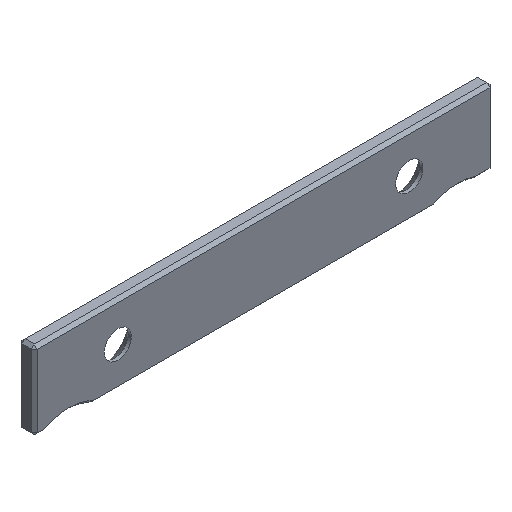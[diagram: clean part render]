
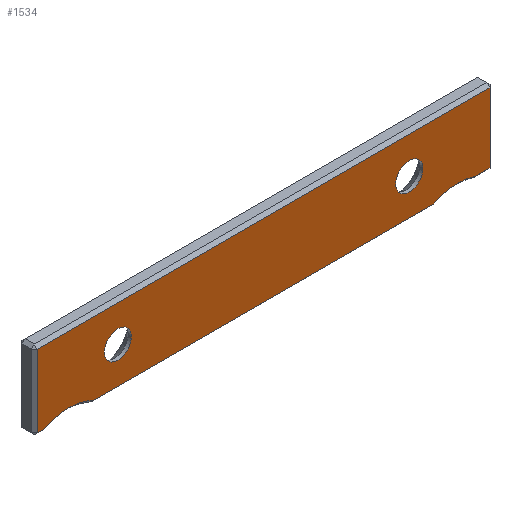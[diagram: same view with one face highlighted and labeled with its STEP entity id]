
A CAD part, isometric view. The second image highlights one B-rep face of the part: STEP entity #1534.
In plain terms, the highlighted planar face has unit normal (0, -1, 0).
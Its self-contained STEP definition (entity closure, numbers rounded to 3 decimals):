
#150=CARTESIAN_POINT('',(-56.277,399.,295.2));
#361=DIRECTION('',(-1.,0.,0.));
#362=VECTOR('',#361,4.669);
#363=CARTESIAN_POINT('',(74.901,399.,296.2));
#364=LINE('',#363,#362);
#375=CARTESIAN_POINT('',(-64.401,399.,279.7));
#376=DIRECTION('',(0.,1.,0.));
#377=DIRECTION('',(-0.464,0.,0.886));
#378=AXIS2_PLACEMENT_3D('',#375,#376,#377);
#383=CARTESIAN_POINT('',(64.401,399.,279.7));
#384=DIRECTION('',(0.,1.,0.));
#385=DIRECTION('',(0.,0.,1.));
#386=AXIS2_PLACEMENT_3D('',#383,#384,#385);
#391=CARTESIAN_POINT('',(64.401,399.,279.7));
#392=DIRECTION('',(0.,1.,0.));
#393=DIRECTION('',(-0.464,0.,0.886));
#394=AXIS2_PLACEMENT_3D('',#391,#392,#393);
#399=CARTESIAN_POINT('',(-64.401,399.,279.7));
#400=DIRECTION('',(0.,1.,0.));
#401=DIRECTION('',(0.,0.,1.));
#402=AXIS2_PLACEMENT_3D('',#399,#400,#401);
#407=CARTESIAN_POINT('',(-48.201,399.,307.2));
#408=DIRECTION('',(0.,1.,0.));
#409=DIRECTION('',(1.,0.,0.));
#410=AXIS2_PLACEMENT_3D('',#407,#408,#409);
#415=CARTESIAN_POINT('',(-48.201,399.,307.2));
#416=DIRECTION('',(0.,1.,0.));
#417=DIRECTION('',(-1.,0.,0.));
#418=AXIS2_PLACEMENT_3D('',#415,#416,#417);
#423=CARTESIAN_POINT('',(48.201,399.,307.2));
#424=DIRECTION('',(0.,1.,0.));
#425=DIRECTION('',(1.,0.,0.));
#426=AXIS2_PLACEMENT_3D('',#423,#424,#425);
#431=CARTESIAN_POINT('',(48.201,399.,307.2));
#432=DIRECTION('',(0.,1.,0.));
#433=DIRECTION('',(-1.,0.,0.));
#434=AXIS2_PLACEMENT_3D('',#431,#432,#433);
#453=DIRECTION('',(-1.,0.,0.));
#454=VECTOR('',#453,2.376);
#455=CARTESIAN_POINT('',(-72.525,399.,295.2));
#456=LINE('',#455,#454);
#676=DIRECTION('',(1.,0.,0.));
#677=VECTOR('',#676,149.802);
#678=CARTESIAN_POINT('',(-74.901,399.,319.2));
#679=LINE('',#678,#677);
#711=DIRECTION('',(0.,0.,-1.));
#712=VECTOR('',#711,23.);
#713=CARTESIAN_POINT('',(74.901,399.,319.2));
#714=LINE('',#713,#712);
#851=DIRECTION('',(0.,0.,1.));
#852=VECTOR('',#851,24.);
#853=CARTESIAN_POINT('',(-74.901,399.,295.2));
#854=LINE('',#853,#852);
#1009=DIRECTION('',(-1.,0.,0.));
#1010=VECTOR('',#1009,112.554);
#1011=CARTESIAN_POINT('',(56.277,399.,295.2));
#1012=LINE('',#1011,#1010);
#1037=VERTEX_POINT('',#150);
#1039=CARTESIAN_POINT('',(-72.525,399.,295.2));
#1040=CARTESIAN_POINT('',(-64.401,399.,297.2));
#1041=VERTEX_POINT('',#1039);
#1042=VERTEX_POINT('',#1040);
#1049=CARTESIAN_POINT('',(74.901,399.,319.2));
#1051=VERTEX_POINT('',#1049);
#1054=CARTESIAN_POINT('',(-74.901,399.,319.2));
#1055=VERTEX_POINT('',#1054);
#1103=CARTESIAN_POINT('',(56.277,399.,295.2));
#1104=VERTEX_POINT('',#1103);
#1105=CARTESIAN_POINT('',(64.401,399.,297.2));
#1106=VERTEX_POINT('',#1105);
#1107=CARTESIAN_POINT('',(70.232,399.,296.2));
#1108=VERTEX_POINT('',#1107);
#1109=CARTESIAN_POINT('',(74.901,399.,296.2));
#1110=VERTEX_POINT('',#1109);
#1111=CARTESIAN_POINT('',(-74.901,399.,295.2));
#1112=VERTEX_POINT('',#1111);
#1153=CARTESIAN_POINT('',(43.701,399.,307.2));
#1154=VERTEX_POINT('',#1153);
#1155=CARTESIAN_POINT('',(52.701,399.,307.2));
#1156=VERTEX_POINT('',#1155);
#1165=CARTESIAN_POINT('',(-52.701,399.,307.2));
#1166=VERTEX_POINT('',#1165);
#1167=CARTESIAN_POINT('',(-43.701,399.,307.2));
#1168=VERTEX_POINT('',#1167);
#1500=CARTESIAN_POINT('',(273.,399.,265.7));
#1501=DIRECTION('',(0.,1.,0.));
#1502=DIRECTION('',(0.,0.,-1.));
#1503=AXIS2_PLACEMENT_3D('',#1500,#1501,#1502);
#1504=PLANE('',#1503);
#1505=ORIENTED_EDGE('',*,*,#1182,.F.);
#1507=ORIENTED_EDGE('',*,*,#1506,.T.);
#1509=ORIENTED_EDGE('',*,*,#1508,.T.);
#1511=ORIENTED_EDGE('',*,*,#1510,.T.);
#1513=ORIENTED_EDGE('',*,*,#1512,.T.);
#1514=ORIENTED_EDGE('',*,*,#1485,.T.);
#1515=ORIENTED_EDGE('',*,*,#1448,.F.);
#1516=ORIENTED_EDGE('',*,*,#1446,.F.);
#1518=ORIENTED_EDGE('',*,*,#1517,.T.);
#1519=ORIENTED_EDGE('',*,*,#1184,.F.);
#1520=EDGE_LOOP('',(#1505,#1507,#1509,#1511,#1513,#1514,#1515,#1516,#1518,
#1519));
#1521=FACE_OUTER_BOUND('',#1520,.F.);
#1523=ORIENTED_EDGE('',*,*,#1522,.F.);
#1525=ORIENTED_EDGE('',*,*,#1524,.F.);
#1526=EDGE_LOOP('',(#1523,#1525));
#1527=FACE_BOUND('',#1526,.F.);
#1529=ORIENTED_EDGE('',*,*,#1528,.F.);
#1531=ORIENTED_EDGE('',*,*,#1530,.F.);
#1532=EDGE_LOOP('',(#1529,#1531));
#1533=FACE_BOUND('',#1532,.F.);
#379=CIRCLE('',#378,17.5);
#387=CIRCLE('',#386,17.5);
#395=CIRCLE('',#394,17.5);
#403=CIRCLE('',#402,17.5);
#411=CIRCLE('',#410,4.5);
#419=CIRCLE('',#418,4.5);
#427=CIRCLE('',#426,4.5);
#435=CIRCLE('',#434,4.5);
#1182=EDGE_CURVE('',#1041,#1042,#379,.T.);
#1184=EDGE_CURVE('',#1042,#1037,#403,.T.);
#1446=EDGE_CURVE('',#1104,#1106,#395,.T.);
#1448=EDGE_CURVE('',#1106,#1108,#387,.T.);
#1485=EDGE_CURVE('',#1110,#1108,#364,.T.);
#1506=EDGE_CURVE('',#1041,#1112,#456,.T.);
#1508=EDGE_CURVE('',#1112,#1055,#854,.T.);
#1510=EDGE_CURVE('',#1055,#1051,#679,.T.);
#1512=EDGE_CURVE('',#1051,#1110,#714,.T.);
#1517=EDGE_CURVE('',#1104,#1037,#1012,.T.);
#1522=EDGE_CURVE('',#1168,#1166,#411,.T.);
#1524=EDGE_CURVE('',#1166,#1168,#419,.T.);
#1528=EDGE_CURVE('',#1156,#1154,#427,.T.);
#1530=EDGE_CURVE('',#1154,#1156,#435,.T.);
#1534=ADVANCED_FACE('',(#1521,#1527,#1533),#1504,.F.);
